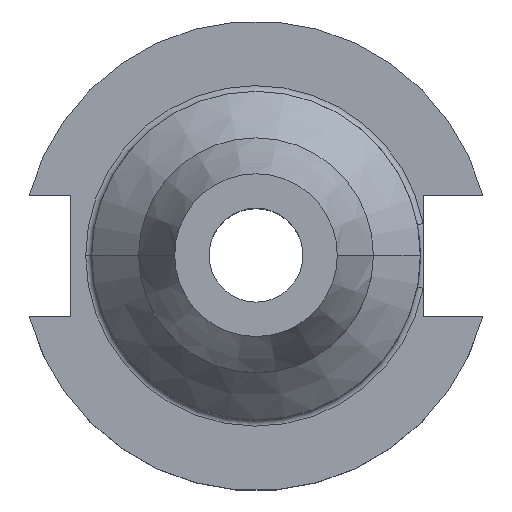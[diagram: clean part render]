
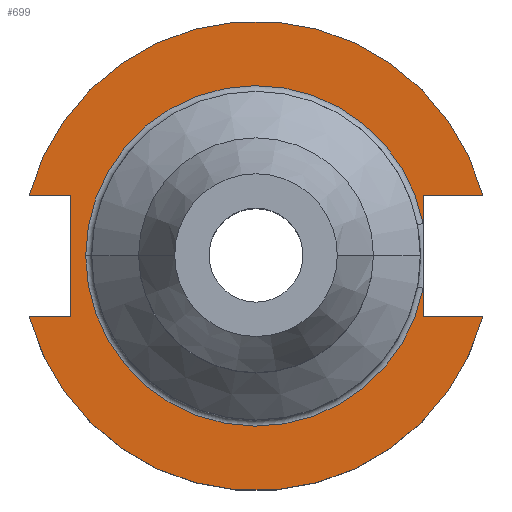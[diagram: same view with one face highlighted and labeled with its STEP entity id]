
A CAD part, top view. The second image highlights one B-rep face of the part: STEP entity #699.
In plain terms, the highlighted planar face has unit normal (0, 0, 1).
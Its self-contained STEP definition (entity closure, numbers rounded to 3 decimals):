
#27 = EDGE_CURVE ( 'NONE', #1049, #236, #156, .T. ) ;
#41 = LINE ( 'NONE', #1473, #882 ) ;
#76 = CIRCLE ( 'NONE', #396, 23.025 ) ;
#82 = CARTESIAN_POINT ( 'NONE',  ( 0., -8.191, 19.05 ) ) ;
#111 = VERTEX_POINT ( 'NONE', #238 ) ;
#116 = DIRECTION ( 'NONE',  ( -1., 0., 0. ) ) ;
#118 = EDGE_CURVE ( 'NONE', #111, #365, #76, .T. ) ;
#127 = CARTESIAN_POINT ( 'NONE',  ( 0., 0., 19.05 ) ) ;
#141 = EDGE_CURVE ( 'NONE', #867, #391, #199, .T. ) ;
#146 = FACE_OUTER_BOUND ( 'NONE', #327, .T. ) ;
#149 = DIRECTION ( 'NONE',  ( 1., 0., 0. ) ) ;
#156 = LINE ( 'NONE', #82, #1352 ) ;
#160 = ORIENTED_EDGE ( 'NONE', *, *, #1064, .T. ) ;
#165 = VECTOR ( 'NONE', #1071, 1000. ) ;
#199 = LINE ( 'NONE', #1403, #215 ) ;
#215 = VECTOR ( 'NONE', #757, 1000. ) ;
#236 = VERTEX_POINT ( 'NONE', #557 ) ;
#238 = CARTESIAN_POINT ( 'NONE',  ( 22.606, -4.373, 19.05 ) ) ;
#239 = DIRECTION ( 'NONE',  ( -1., 0., 0. ) ) ;
#247 = DIRECTION ( 'NONE',  ( 0., 0., -1. ) ) ;
#258 = LINE ( 'NONE', #679, #165 ) ;
#267 = AXIS2_PLACEMENT_3D ( 'NONE', #702, #1464, #1334 ) ;
#327 = EDGE_LOOP ( 'NONE', ( #346, #1599, #582, #668, #1604, #890, #160, #436, #404, #1011, #849 ) ) ;
#346 = ORIENTED_EDGE ( 'NONE', *, *, #1365, .T. ) ;
#358 = LINE ( 'NONE', #1305, #1383 ) ;
#365 = VERTEX_POINT ( 'NONE', #563 ) ;
#380 = DIRECTION ( 'NONE',  ( 0., -1., 0. ) ) ;
#386 = DIRECTION ( 'NONE',  ( -1., 0., 0. ) ) ;
#391 = VERTEX_POINT ( 'NONE', #1254 ) ;
#396 = AXIS2_PLACEMENT_3D ( 'NONE', #1552, #247, #116 ) ;
#399 = CIRCLE ( 'NONE', #1257, 23.025 ) ;
#404 = ORIENTED_EDGE ( 'NONE', *, *, #141, .F. ) ;
#436 = ORIENTED_EDGE ( 'NONE', *, *, #603, .T. ) ;
#489 = EDGE_CURVE ( 'NONE', #365, #750, #399, .T. ) ;
#520 = DIRECTION ( 'NONE',  ( 0., 1., 0. ) ) ;
#557 = CARTESIAN_POINT ( 'NONE',  ( 30.675, -8.191, 19.05 ) ) ;
#563 = CARTESIAN_POINT ( 'NONE',  ( -23.025, 0., 19.05 ) ) ;
#569 = VERTEX_POINT ( 'NONE', #1674 ) ;
#582 = ORIENTED_EDGE ( 'NONE', *, *, #489, .T. ) ;
#583 = DIRECTION ( 'NONE',  ( 1., 0., 0. ) ) ;
#603 = EDGE_CURVE ( 'NONE', #569, #391, #358, .T. ) ;
#663 = CARTESIAN_POINT ( 'NONE',  ( 0., 22.225, 19.05 ) ) ;
#666 = VERTEX_POINT ( 'NONE', #768 ) ;
#668 = ORIENTED_EDGE ( 'NONE', *, *, #748, .T. ) ;
#679 = CARTESIAN_POINT ( 'NONE',  ( 22.606, 22.225, 19.05 ) ) ;
#699 = ADVANCED_FACE ( 'NONE', ( #146 ), #1026, .F. ) ;
#702 = CARTESIAN_POINT ( 'NONE',  ( 0., 0., 19.05 ) ) ;
#735 = CARTESIAN_POINT ( 'NONE',  ( 30.675, 8.191, 19.05 ) ) ;
#748 = EDGE_CURVE ( 'NONE', #750, #666, #258, .T. ) ;
#750 = VERTEX_POINT ( 'NONE', #1466 ) ;
#757 = DIRECTION ( 'NONE',  ( 1., 0., 0. ) ) ;
#768 = CARTESIAN_POINT ( 'NONE',  ( 22.606, 8.191, 19.05 ) ) ;
#823 = CARTESIAN_POINT ( 'NONE',  ( -30.675, -8.191, 19.05 ) ) ;
#849 = ORIENTED_EDGE ( 'NONE', *, *, #27, .F. ) ;
#865 = CARTESIAN_POINT ( 'NONE',  ( 0., 8.191, 19.05 ) ) ;
#867 = VERTEX_POINT ( 'NONE', #823 ) ;
#870 = DIRECTION ( 'NONE',  ( -1., 0., 0. ) ) ;
#882 = VECTOR ( 'NONE', #1084, 1000. ) ;
#887 = DIRECTION ( 'NONE',  ( 0., 0., -1. ) ) ;
#889 = EDGE_CURVE ( 'NONE', #1328, #1680, #1485, .T. ) ;
#890 = ORIENTED_EDGE ( 'NONE', *, *, #889, .T. ) ;
#892 = DIRECTION ( 'NONE',  ( 0., 0., 1. ) ) ;
#1011 = ORIENTED_EDGE ( 'NONE', *, *, #1417, .T. ) ;
#1026 = PLANE ( 'NONE',  #1381 ) ;
#1041 = LINE ( 'NONE', #865, #1534 ) ;
#1049 = VERTEX_POINT ( 'NONE', #1353 ) ;
#1064 = EDGE_CURVE ( 'NONE', #1680, #569, #41, .T. ) ;
#1071 = DIRECTION ( 'NONE',  ( 0., 1., 0. ) ) ;
#1083 = AXIS2_PLACEMENT_3D ( 'NONE', #127, #892, #149 ) ;
#1084 = DIRECTION ( 'NONE',  ( 1., 0., 0. ) ) ;
#1149 = CARTESIAN_POINT ( 'NONE',  ( 0., 0., 19.05 ) ) ;
#1254 = CARTESIAN_POINT ( 'NONE',  ( -25.091, -8.191, 19.05 ) ) ;
#1257 = AXIS2_PLACEMENT_3D ( 'NONE', #1149, #887, #870 ) ;
#1264 = EDGE_CURVE ( 'NONE', #1328, #666, #1041, .T. ) ;
#1301 = DIRECTION ( 'NONE',  ( 0., 0., -1. ) ) ;
#1305 = CARTESIAN_POINT ( 'NONE',  ( -25.091, 8.191, 19.05 ) ) ;
#1321 = CIRCLE ( 'NONE', #1083, 31.75 ) ;
#1328 = VERTEX_POINT ( 'NONE', #735 ) ;
#1334 = DIRECTION ( 'NONE',  ( 1., 0., 0. ) ) ;
#1352 = VECTOR ( 'NONE', #583, 1000. ) ;
#1353 = CARTESIAN_POINT ( 'NONE',  ( 22.606, -8.191, 19.05 ) ) ;
#1360 = VECTOR ( 'NONE', #520, 1000. ) ;
#1365 = EDGE_CURVE ( 'NONE', #1049, #111, #1671, .T. ) ;
#1381 = AXIS2_PLACEMENT_3D ( 'NONE', #663, #1301, #386 ) ;
#1383 = VECTOR ( 'NONE', #380, 1000. ) ;
#1403 = CARTESIAN_POINT ( 'NONE',  ( -61.091, -8.191, 19.05 ) ) ;
#1417 = EDGE_CURVE ( 'NONE', #867, #236, #1321, .T. ) ;
#1423 = CARTESIAN_POINT ( 'NONE',  ( 22.606, 22.225, 19.05 ) ) ;
#1464 = DIRECTION ( 'NONE',  ( 0., 0., 1. ) ) ;
#1466 = CARTESIAN_POINT ( 'NONE',  ( 22.606, 4.373, 19.05 ) ) ;
#1473 = CARTESIAN_POINT ( 'NONE',  ( -61.091, 8.191, 19.05 ) ) ;
#1484 = CARTESIAN_POINT ( 'NONE',  ( -30.675, 8.191, 19.05 ) ) ;
#1485 = CIRCLE ( 'NONE', #267, 31.75 ) ;
#1534 = VECTOR ( 'NONE', #239, 1000. ) ;
#1552 = CARTESIAN_POINT ( 'NONE',  ( 0., 0., 19.05 ) ) ;
#1599 = ORIENTED_EDGE ( 'NONE', *, *, #118, .T. ) ;
#1604 = ORIENTED_EDGE ( 'NONE', *, *, #1264, .F. ) ;
#1671 = LINE ( 'NONE', #1423, #1360 ) ;
#1674 = CARTESIAN_POINT ( 'NONE',  ( -25.091, 8.191, 19.05 ) ) ;
#1680 = VERTEX_POINT ( 'NONE', #1484 ) ;
